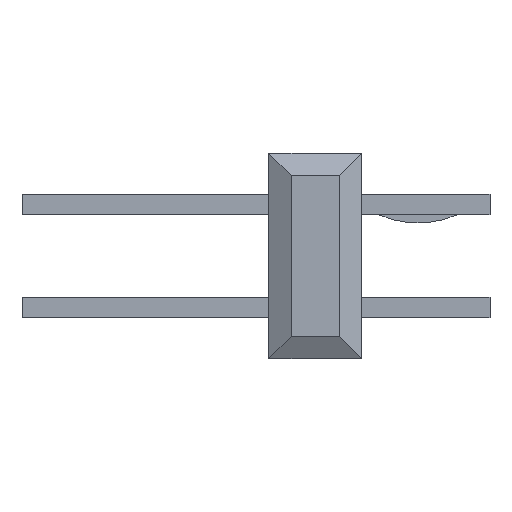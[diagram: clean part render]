
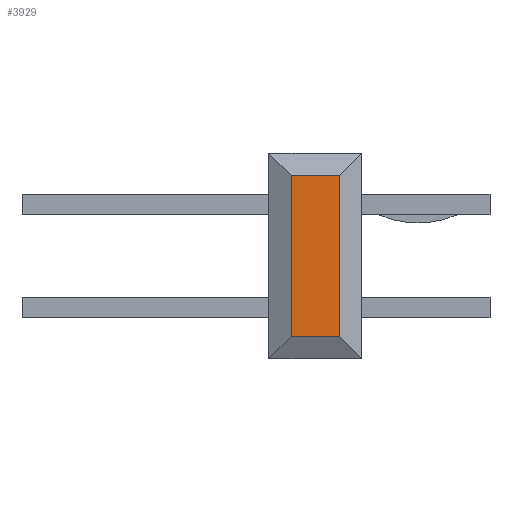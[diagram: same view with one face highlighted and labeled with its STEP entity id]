
A CAD part, left-side view. The second image highlights one B-rep face of the part: STEP entity #3929.
In plain terms, the highlighted planar face has unit normal (-1, 0, 0).
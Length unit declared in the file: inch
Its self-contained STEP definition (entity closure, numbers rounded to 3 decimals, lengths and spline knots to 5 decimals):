
#857=DIRECTION('',(0.,-1.,0.));
#858=VECTOR('',#857,0.0467);
#859=CARTESIAN_POINT('',(-0.4,0.02335,0.07835));
#860=LINE('',#859,#858);
#861=DIRECTION('',(0.,0.,-1.));
#862=VECTOR('',#861,0.1567);
#863=CARTESIAN_POINT('',(-0.4,-0.02335,0.07835));
#864=LINE('',#863,#862);
#865=DIRECTION('',(0.,-1.,0.));
#866=VECTOR('',#865,0.0467);
#867=CARTESIAN_POINT('',(-0.4,0.02335,-0.07835));
#868=LINE('',#867,#866);
#869=DIRECTION('',(0.,0.,1.));
#870=VECTOR('',#869,0.1567);
#871=CARTESIAN_POINT('',(-0.4,0.02335,-0.07835));
#872=LINE('',#871,#870);
#3073=CARTESIAN_POINT('',(-0.4,0.02335,0.07835));
#3074=CARTESIAN_POINT('',(-0.4,-0.02335,0.07835));
#3075=VERTEX_POINT('',#3073);
#3076=VERTEX_POINT('',#3074);
#3081=CARTESIAN_POINT('',(-0.4,-0.02335,-0.07835));
#3082=VERTEX_POINT('',#3081);
#3087=CARTESIAN_POINT('',(-0.4,0.02335,-0.07835));
#3088=VERTEX_POINT('',#3087);
#3915=CARTESIAN_POINT('',(-0.4,-0.045,-0.1));
#3916=DIRECTION('',(-1.,0.,0.));
#3917=DIRECTION('',(0.,0.,1.));
#3918=AXIS2_PLACEMENT_3D('',#3915,#3916,#3917);
#3919=PLANE('',#3918);
#3920=ORIENTED_EDGE('',*,*,#3905,.T.);
#3922=ORIENTED_EDGE('',*,*,#3921,.T.);
#3924=ORIENTED_EDGE('',*,*,#3923,.F.);
#3926=ORIENTED_EDGE('',*,*,#3925,.T.);
#3927=EDGE_LOOP('',(#3920,#3922,#3924,#3926));
#3928=FACE_OUTER_BOUND('',#3927,.F.);
#3929=ADVANCED_FACE('',(#3928),#3919,.T.);
#3905=EDGE_CURVE('',#3075,#3076,#860,.T.);
#3921=EDGE_CURVE('',#3076,#3082,#864,.T.);
#3923=EDGE_CURVE('',#3088,#3082,#868,.T.);
#3925=EDGE_CURVE('',#3088,#3075,#872,.T.);
